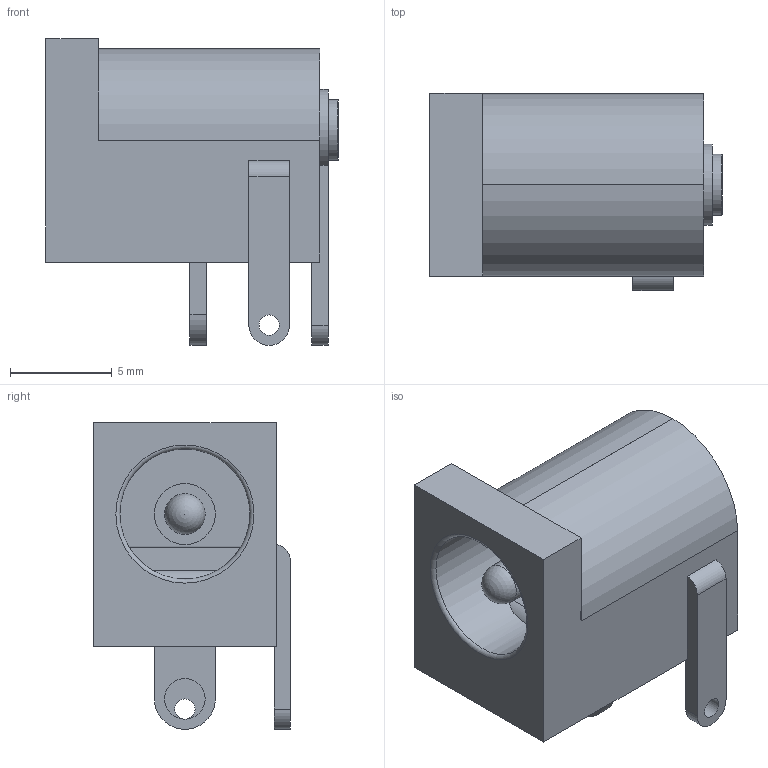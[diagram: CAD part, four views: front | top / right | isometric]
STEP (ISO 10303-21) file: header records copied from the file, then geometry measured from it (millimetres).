
FILE_DESCRIPTION(('FreeCAD Model'),'2;1');
FILE_NAME('Open CASCADE Shape Model','2022-03-01T16:42:48',('Author'),( ''),'Open CASCADE STEP processor 7.5','FreeCAD','Unknown');
FILE_SCHEMA(('AUTOMOTIVE_DESIGN { 1 0 10303 214 1 1 1 1 }'));
Length unit declared in the file: millimetre
Products named in the file (1): KLS1-DC-005
Bounding box: 14.4 x 9.7 x 15.1 mm (x, y, z)
Volume: 927.4 mm3; surface area: 1080.3 mm2
Topology: 1 solids, 2 shells, 52 faces, 126 edges, 83 vertices
Faces by surface type: plane 29, cylinder 18, torus 4, sphere 1
Full cylindrical faces by diameter (mm): 1 x2, 2 x2, 2.4 x1, 3 x2, 6.4 x1
Entity records: 3638 total; most frequent: CARTESIAN_POINT 854, DIRECTION 452, ORIENTED_EDGE 250, PCURVE 250, DEFINITIONAL_REPRESENTATION 250, LINE 224, VECTOR 224, EDGE_CURVE 125
